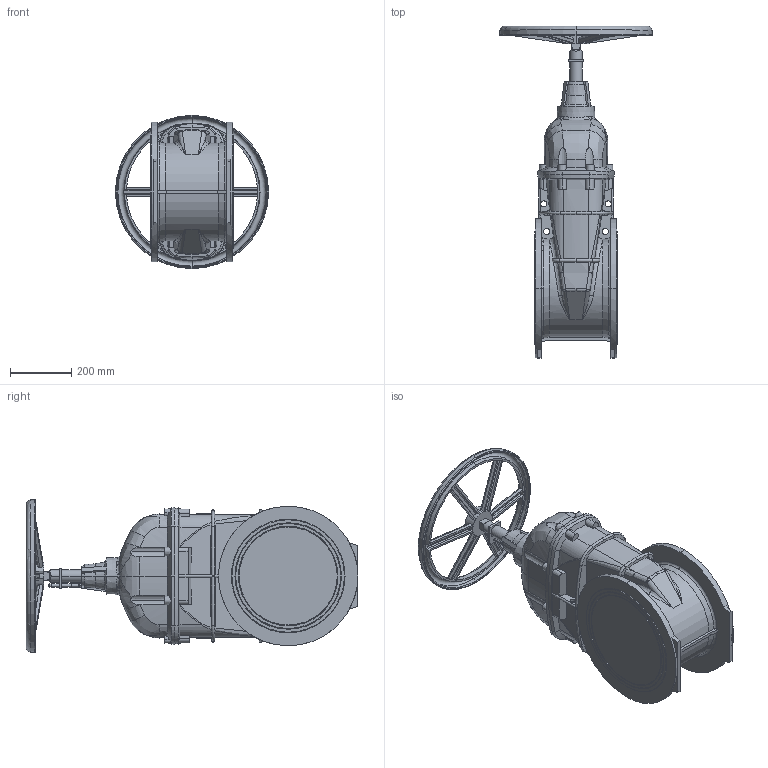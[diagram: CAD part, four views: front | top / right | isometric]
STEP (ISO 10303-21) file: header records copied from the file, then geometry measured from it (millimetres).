
FILE_DESCRIPTION (( 'STEP AP203' ), '1' );
FILE_NAME ('0630035016.STEP', '2014-05-30T04:46:20', ( '' ), ( '' ), 'SwSTEP 2.0', 'SolidWorks 2012', '' );
FILE_SCHEMA (( 'CONFIG_CONTROL_DESIGN' ));
Length unit declared in the file: millimetre
Products named in the file (1): 0630035016
Bounding box: 499.43 x 1082.5 x 499.43 mm (x, y, z)
Volume: 57814566 mm3; surface area: 1770917.8 mm2
Topology: 1 solids, 1 shells, 646 faces, 1681 edges, 1038 vertices
Faces by surface type: cone 218, plane 187, bspline 107, torus 66, cylinder 66, sphere 2
Entity records: 26086 total; most frequent: CARTESIAN_POINT 11810, ORIENTED_EDGE 3346, DIRECTION 2579, EDGE_CURVE 1673, AXIS2_PLACEMENT_3D 1062, VERTEX_POINT 1038, EDGE_LOOP 677, ADVANCED_FACE 646
